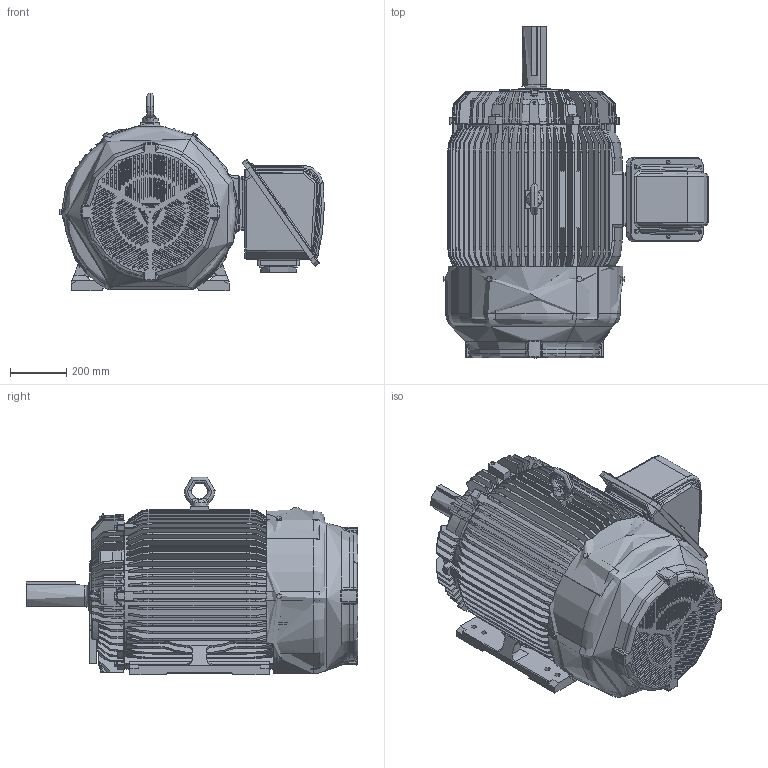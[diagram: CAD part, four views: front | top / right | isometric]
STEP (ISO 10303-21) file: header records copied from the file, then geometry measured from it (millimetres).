
FILE_DESCRIPTION(('CATIA V5 STEP Exchange'),'2;1');
FILE_NAME('31043A091-AEHH8B #445T.stp','2016-03-07T01:45:54+00:00',('none'),('none'),'CATIA Version 5 Release 19 SP 9 (IN-10)','CATIA V5 STEP AP203','none');
FILE_SCHEMA(('CONFIG_CONTROL_DESIGN'));
Length unit declared in the file: millimetre
Products named in the file (1): 31043A091-AEHH8B #445T
Bounding box: 939.47 x 1178.45 x 702.03 mm (x, y, z)
Volume: 64666784 mm3; surface area: 10557049.9 mm2
Topology: 4 solids, 57 shells, 7305 faces, 19983 edges, 12710 vertices
Faces by surface type: plane 2333, cylinder 1705, bspline 1095, torus 1058, cone 986, sphere 108, revolution 20
Entity records: 312815 total; most frequent: CARTESIAN_POINT 154418, ORIENTED_EDGE 39514, DIRECTION 21120, EDGE_CURVE 19757, VERTEX_POINT 12710, AXIS2_PLACEMENT_3D 10133, EDGE_LOOP 7909, ADVANCED_FACE 7305
